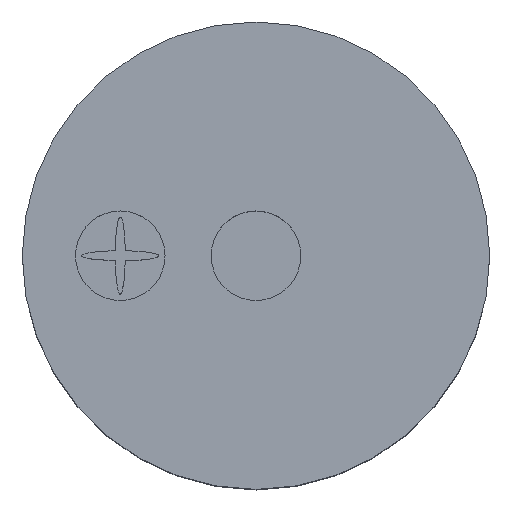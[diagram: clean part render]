
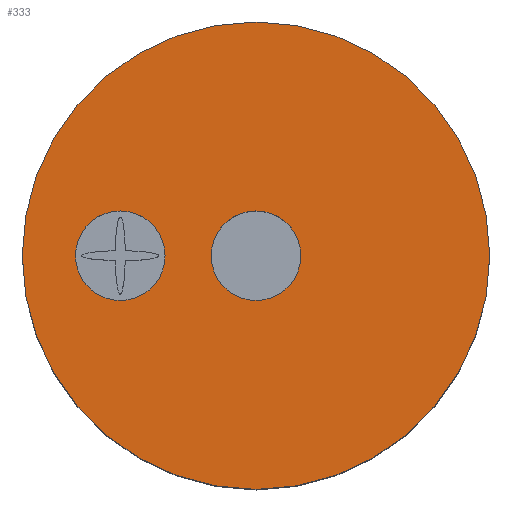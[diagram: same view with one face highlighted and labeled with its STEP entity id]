
A CAD part, top view. The second image highlights one B-rep face of the part: STEP entity #333.
In plain terms, the highlighted planar face has unit normal (0, 0, 1).
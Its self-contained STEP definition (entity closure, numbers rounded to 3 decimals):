
#52 = ORIENTED_EDGE ( 'NONE', *, *, #268, .T. ) ;
#115 = VERTEX_POINT ( 'NONE', #684 ) ;
#117 = EDGE_CURVE ( 'NONE', #118, #115, #603, .T. ) ;
#118 = VERTEX_POINT ( 'NONE', #598 ) ;
#124 = EDGE_CURVE ( 'NONE', #125, #213, #576, .T. ) ;
#125 = VERTEX_POINT ( 'NONE', #567 ) ;
#161 = ORIENTED_EDGE ( 'NONE', *, *, #124, .T. ) ;
#190 = VERTEX_POINT ( 'NONE', #1597 ) ;
#202 = EDGE_CURVE ( 'NONE', #190, #212, #1001, .T. ) ;
#212 = VERTEX_POINT ( 'NONE', #1049 ) ;
#213 = VERTEX_POINT ( 'NONE', #1090 ) ;
#268 = EDGE_CURVE ( 'NONE', #213, #125, #1168, .T. ) ;
#332 = EDGE_CURVE ( 'NONE', #212, #190, #1451, .T. ) ;
#333 = ADVANCED_FACE ( 'NONE', ( #1452, #1432, #1431 ), #1415, .T. ) ;
#334 = ORIENTED_EDGE ( 'NONE', *, *, #202, .T. ) ;
#335 = ORIENTED_EDGE ( 'NONE', *, *, #332, .T. ) ;
#336 = EDGE_LOOP ( 'NONE', ( #337, #338 ) ) ;
#337 = ORIENTED_EDGE ( 'NONE', *, *, #117, .T. ) ;
#338 = ORIENTED_EDGE ( 'NONE', *, *, #343, .T. ) ;
#339 = EDGE_LOOP ( 'NONE', ( #52, #161 ) ) ;
#343 = EDGE_CURVE ( 'NONE', #115, #118, #1408, .T. ) ;
#349 = EDGE_LOOP ( 'NONE', ( #334, #335 ) ) ;
#567 = CARTESIAN_POINT ( 'NONE',  ( 3.254, -5.983, 8.602 ) ) ;
#568 = DIRECTION ( 'NONE',  ( 0., 1., 0. ) ) ;
#569 = DIRECTION ( 'NONE',  ( 0., 0., 1. ) ) ;
#570 = CARTESIAN_POINT ( 'NONE',  ( 3.254, 0.017, 8.602 ) ) ;
#571 = AXIS2_PLACEMENT_3D ( 'NONE', #570, #569, #568 ) ;
#576 = CIRCLE ( 'NONE', #571, 6. ) ;
#598 = CARTESIAN_POINT ( 'NONE',  ( 3.254, -1.133, 8.602 ) ) ;
#599 = DIRECTION ( 'NONE',  ( 0., -1., 0. ) ) ;
#600 = DIRECTION ( 'NONE',  ( 0., 0., -1. ) ) ;
#601 = CARTESIAN_POINT ( 'NONE',  ( 3.254, 0.017, 8.602 ) ) ;
#602 = AXIS2_PLACEMENT_3D ( 'NONE', #601, #600, #599 ) ;
#603 = CIRCLE ( 'NONE', #602, 1.15 ) ;
#684 = CARTESIAN_POINT ( 'NONE',  ( 3.254, 1.167, 8.602 ) ) ;
#994 = DIRECTION ( 'NONE',  ( 0., -1., 0. ) ) ;
#995 = DIRECTION ( 'NONE',  ( 0., 0., -1. ) ) ;
#999 = CARTESIAN_POINT ( 'NONE',  ( -0.23, 0.017, 8.602 ) ) ;
#1000 = AXIS2_PLACEMENT_3D ( 'NONE', #999, #995, #994 ) ;
#1001 = CIRCLE ( 'NONE', #1000, 1.15 ) ;
#1049 = CARTESIAN_POINT ( 'NONE',  ( -0.23, 1.167, 8.602 ) ) ;
#1090 = CARTESIAN_POINT ( 'NONE',  ( 3.254, 6.017, 8.602 ) ) ;
#1168 = CIRCLE ( 'NONE', #1210, 6. ) ;
#1207 = DIRECTION ( 'NONE',  ( 0., 1., 0. ) ) ;
#1208 = DIRECTION ( 'NONE',  ( 0., 0., 1. ) ) ;
#1209 = CARTESIAN_POINT ( 'NONE',  ( 3.254, 0.017, 8.602 ) ) ;
#1210 = AXIS2_PLACEMENT_3D ( 'NONE', #1209, #1208, #1207 ) ;
#1405 = DIRECTION ( 'NONE',  ( 0., -1., 0. ) ) ;
#1406 = DIRECTION ( 'NONE',  ( 0., 0., -1. ) ) ;
#1407 = AXIS2_PLACEMENT_3D ( 'NONE', #1414, #1406, #1405 ) ;
#1408 = CIRCLE ( 'NONE', #1407, 1.15 ) ;
#1410 = DIRECTION ( 'NONE',  ( 0., -1., 0. ) ) ;
#1411 = DIRECTION ( 'NONE',  ( 0., 0., 1. ) ) ;
#1412 = CARTESIAN_POINT ( 'NONE',  ( 3.254, 3.017, 8.602 ) ) ;
#1413 = AXIS2_PLACEMENT_3D ( 'NONE', #1412, #1411, #1410 ) ;
#1414 = CARTESIAN_POINT ( 'NONE',  ( 3.254, 0.017, 8.602 ) ) ;
#1415 = PLANE ( 'NONE',  #1413 ) ;
#1431 = FACE_OUTER_BOUND ( 'NONE', #339, .T. ) ;
#1432 = FACE_BOUND ( 'NONE', #336, .T. ) ;
#1433 = DIRECTION ( 'NONE',  ( 0., -1., 0. ) ) ;
#1448 = DIRECTION ( 'NONE',  ( 0., 0., -1. ) ) ;
#1449 = CARTESIAN_POINT ( 'NONE',  ( -0.23, 0.017, 8.602 ) ) ;
#1450 = AXIS2_PLACEMENT_3D ( 'NONE', #1449, #1448, #1433 ) ;
#1451 = CIRCLE ( 'NONE', #1450, 1.15 ) ;
#1452 = FACE_BOUND ( 'NONE', #349, .T. ) ;
#1597 = CARTESIAN_POINT ( 'NONE',  ( -0.23, -1.133, 8.602 ) ) ;
